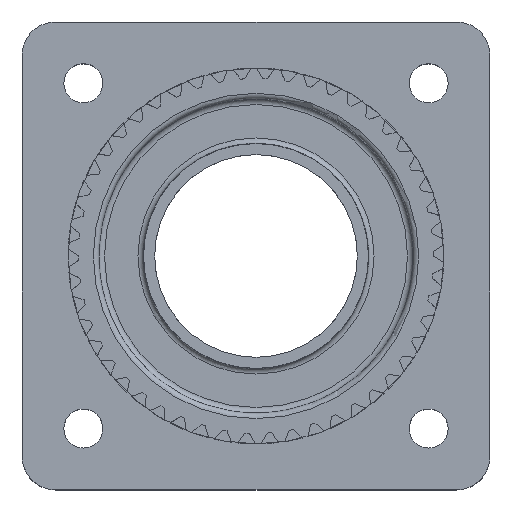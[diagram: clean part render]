
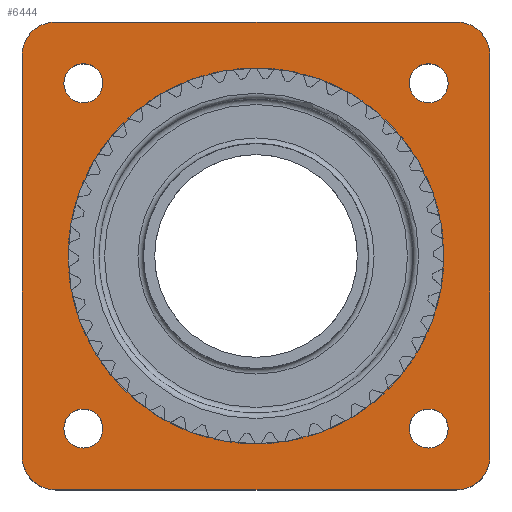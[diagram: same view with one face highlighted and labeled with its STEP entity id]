
A CAD part, top view. The second image highlights one B-rep face of the part: STEP entity #6444.
In plain terms, the highlighted planar face has unit normal (0, 0, 1).
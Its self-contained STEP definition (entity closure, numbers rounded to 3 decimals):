
#72=FACE_BOUND('',#1145,.T.);
#73=FACE_BOUND('',#1146,.T.);
#74=FACE_BOUND('',#1147,.T.);
#75=FACE_BOUND('',#1148,.T.);
#76=FACE_BOUND('',#1149,.T.);
#239=CIRCLE('',#6811,16.87);
#464=CIRCLE('',#7044,1.75);
#466=CIRCLE('',#7047,1.75);
#468=CIRCLE('',#7050,1.75);
#470=CIRCLE('',#7053,1.75);
#472=CIRCLE('',#7056,3.);
#474=CIRCLE('',#7059,3.);
#477=CIRCLE('',#7063,3.);
#479=CIRCLE('',#7066,3.);
#812=FACE_OUTER_BOUND('',#1144,.T.);
#1144=EDGE_LOOP('',(#5947,#5948,#5949,#5950,#5951,#5952,#5953,#5954));
#1145=EDGE_LOOP('',(#5955));
#1146=EDGE_LOOP('',(#5956));
#1147=EDGE_LOOP('',(#5957));
#1148=EDGE_LOOP('',(#5958));
#1149=EDGE_LOOP('',(#5959));
#1719=LINE('',#11105,#2294);
#1721=LINE('',#11108,#2296);
#1724=LINE('',#11112,#2299);
#1726=LINE('',#11115,#2301);
#2294=VECTOR('',#8865,10.);
#2296=VECTOR('',#8869,10.);
#2299=VECTOR('',#8874,10.);
#2301=VECTOR('',#8878,10.);
#2702=VERTEX_POINT('',#10137);
#3028=VERTEX_POINT('',#11043);
#3030=VERTEX_POINT('',#11049);
#3032=VERTEX_POINT('',#11055);
#3034=VERTEX_POINT('',#11061);
#3036=VERTEX_POINT('',#11067);
#3038=VERTEX_POINT('',#11070);
#3040=VERTEX_POINT('',#11076);
#3042=VERTEX_POINT('',#11079);
#3046=VERTEX_POINT('',#11088);
#3047=VERTEX_POINT('',#11090);
#3050=VERTEX_POINT('',#11097);
#3051=VERTEX_POINT('',#11099);
#3652=EDGE_CURVE('',#2702,#2702,#239,.T.);
#3986=EDGE_CURVE('',#3028,#3028,#464,.T.);
#3989=EDGE_CURVE('',#3030,#3030,#466,.T.);
#3992=EDGE_CURVE('',#3032,#3032,#468,.T.);
#3995=EDGE_CURVE('',#3034,#3034,#470,.T.);
#3999=EDGE_CURVE('',#3038,#3036,#472,.T.);
#4003=EDGE_CURVE('',#3042,#3040,#474,.T.);
#4008=EDGE_CURVE('',#3047,#3046,#477,.T.);
#4012=EDGE_CURVE('',#3051,#3050,#479,.T.);
#4014=EDGE_CURVE('',#3036,#3051,#1719,.T.);
#4016=EDGE_CURVE('',#3040,#3038,#1721,.T.);
#4019=EDGE_CURVE('',#3046,#3042,#1724,.T.);
#4021=EDGE_CURVE('',#3050,#3047,#1726,.T.);
#5947=ORIENTED_EDGE('',*,*,#4012,.T.);
#5948=ORIENTED_EDGE('',*,*,#4021,.T.);
#5949=ORIENTED_EDGE('',*,*,#4008,.T.);
#5950=ORIENTED_EDGE('',*,*,#4019,.T.);
#5951=ORIENTED_EDGE('',*,*,#4003,.T.);
#5952=ORIENTED_EDGE('',*,*,#4016,.T.);
#5953=ORIENTED_EDGE('',*,*,#3999,.T.);
#5954=ORIENTED_EDGE('',*,*,#4014,.T.);
#5955=ORIENTED_EDGE('',*,*,#3652,.T.);
#5956=ORIENTED_EDGE('',*,*,#3986,.T.);
#5957=ORIENTED_EDGE('',*,*,#3995,.T.);
#5958=ORIENTED_EDGE('',*,*,#3989,.T.);
#5959=ORIENTED_EDGE('',*,*,#3992,.T.);
#6169=PLANE('',#7074);
#6444=ADVANCED_FACE('',(#812,#72,#73,#74,#75,#76),#6169,.T.);
#6811=AXIS2_PLACEMENT_3D('',#10138,#8280,#8281);
#7044=AXIS2_PLACEMENT_3D('',#11044,#8801,#8802);
#7047=AXIS2_PLACEMENT_3D('',#11050,#8808,#8809);
#7050=AXIS2_PLACEMENT_3D('',#11056,#8815,#8816);
#7053=AXIS2_PLACEMENT_3D('',#11062,#8822,#8823);
#7056=AXIS2_PLACEMENT_3D('',#11071,#8830,#8831);
#7059=AXIS2_PLACEMENT_3D('',#11080,#8838,#8839);
#7063=AXIS2_PLACEMENT_3D('',#11091,#8848,#8849);
#7066=AXIS2_PLACEMENT_3D('',#11100,#8856,#8857);
#7074=AXIS2_PLACEMENT_3D('',#11117,#8881,#8882);
#8280=DIRECTION('center_axis',(0.,0.,-1.));
#8281=DIRECTION('ref_axis',(-1.,0.,0.));
#8801=DIRECTION('center_axis',(0.,0.,-1.));
#8802=DIRECTION('ref_axis',(1.,0.,0.));
#8808=DIRECTION('center_axis',(0.,0.,-1.));
#8809=DIRECTION('ref_axis',(1.,0.,0.));
#8815=DIRECTION('center_axis',(0.,0.,-1.));
#8816=DIRECTION('ref_axis',(1.,0.,0.));
#8822=DIRECTION('center_axis',(0.,0.,-1.));
#8823=DIRECTION('ref_axis',(1.,0.,0.));
#8830=DIRECTION('center_axis',(0.,0.,1.));
#8831=DIRECTION('ref_axis',(0.,1.,0.));
#8838=DIRECTION('center_axis',(0.,0.,1.));
#8839=DIRECTION('ref_axis',(1.,0.,0.));
#8848=DIRECTION('center_axis',(0.,0.,1.));
#8849=DIRECTION('ref_axis',(0.,-1.,0.));
#8856=DIRECTION('center_axis',(0.,0.,1.));
#8857=DIRECTION('ref_axis',(0.,-1.,0.));
#8865=DIRECTION('',(0.,-1.,0.));
#8869=DIRECTION('',(-1.,0.,0.));
#8874=DIRECTION('',(0.,1.,0.));
#8878=DIRECTION('',(1.,0.,0.));
#8881=DIRECTION('center_axis',(0.,0.,1.));
#8882=DIRECTION('ref_axis',(1.,0.,0.));
#10137=CARTESIAN_POINT('',(37.87,21.,9.));
#10138=CARTESIAN_POINT('Origin',(21.,21.,9.));
#11043=CARTESIAN_POINT('',(3.75,5.5,9.));
#11044=CARTESIAN_POINT('Origin',(5.5,5.5,9.));
#11049=CARTESIAN_POINT('',(34.75,5.5,9.));
#11050=CARTESIAN_POINT('Origin',(36.5,5.5,9.));
#11055=CARTESIAN_POINT('',(34.75,36.5,9.));
#11056=CARTESIAN_POINT('Origin',(36.5,36.5,9.));
#11061=CARTESIAN_POINT('',(3.75,36.5,9.));
#11062=CARTESIAN_POINT('Origin',(5.5,36.5,9.));
#11067=CARTESIAN_POINT('',(0.,39.,9.));
#11070=CARTESIAN_POINT('',(3.,42.,9.));
#11071=CARTESIAN_POINT('Origin',(3.,39.,9.));
#11076=CARTESIAN_POINT('',(39.,42.,9.));
#11079=CARTESIAN_POINT('',(42.,39.,9.));
#11080=CARTESIAN_POINT('Origin',(39.,39.,9.));
#11088=CARTESIAN_POINT('',(42.,3.,9.));
#11090=CARTESIAN_POINT('',(39.,0.,9.));
#11091=CARTESIAN_POINT('Origin',(39.,3.,9.));
#11097=CARTESIAN_POINT('',(3.,0.,9.));
#11099=CARTESIAN_POINT('',(0.,3.,9.));
#11100=CARTESIAN_POINT('Origin',(3.,3.,9.));
#11105=CARTESIAN_POINT('',(0.,19.881,9.));
#11108=CARTESIAN_POINT('',(22.119,42.,9.));
#11112=CARTESIAN_POINT('',(42.,19.881,9.));
#11115=CARTESIAN_POINT('',(22.119,0.,9.));
#11117=CARTESIAN_POINT('Origin',(21.,21.,9.));
